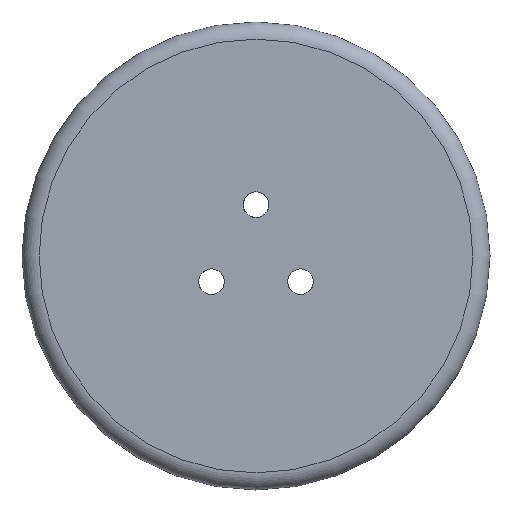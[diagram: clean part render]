
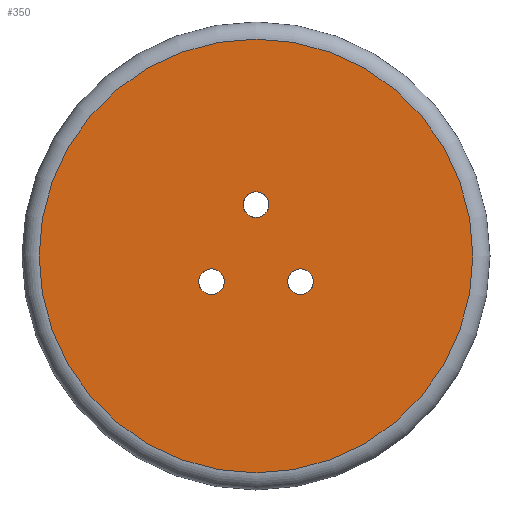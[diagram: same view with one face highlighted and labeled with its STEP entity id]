
A CAD part, front view. The second image highlights one B-rep face of the part: STEP entity #350.
In plain terms, the highlighted planar face has unit normal (0, -1, 0).
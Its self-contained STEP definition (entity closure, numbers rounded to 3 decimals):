
#15=PLANE('',#381);
#23=FACE_BOUND('',#73,.T.);
#24=FACE_BOUND('',#74,.T.);
#25=FACE_BOUND('',#75,.T.);
#51=FACE_OUTER_BOUND('',#72,.T.);
#72=EDGE_LOOP('',(#273));
#73=EDGE_LOOP('',(#274));
#74=EDGE_LOOP('',(#275));
#75=EDGE_LOOP('',(#276));
#93=CIRCLE('',#371,1.5);
#94=CIRCLE('',#373,1.5);
#95=CIRCLE('',#375,1.5);
#98=CIRCLE('',#379,25.35);
#161=VERTEX_POINT('',#780);
#164=VERTEX_POINT('',#834);
#165=VERTEX_POINT('',#838);
#170=VERTEX_POINT('',#895);
#199=EDGE_CURVE('',#161,#161,#93,.T.);
#203=EDGE_CURVE('',#164,#164,#94,.T.);
#205=EDGE_CURVE('',#165,#165,#95,.T.);
#211=EDGE_CURVE('',#170,#170,#98,.T.);
#273=ORIENTED_EDGE('',*,*,#211,.F.);
#274=ORIENTED_EDGE('',*,*,#199,.T.);
#275=ORIENTED_EDGE('',*,*,#203,.T.);
#276=ORIENTED_EDGE('',*,*,#205,.T.);
#350=ADVANCED_FACE('',(#51,#23,#24,#25),#15,.T.);
#371=AXIS2_PLACEMENT_3D('',#781,#423,#424);
#373=AXIS2_PLACEMENT_3D('',#835,#428,#429);
#375=AXIS2_PLACEMENT_3D('',#839,#433,#434);
#379=AXIS2_PLACEMENT_3D('',#897,#442,#443);
#381=AXIS2_PLACEMENT_3D('',#899,#446,#447);
#423=DIRECTION('center_axis',(0.,1.,0.));
#424=DIRECTION('ref_axis',(1.,0.,0.));
#428=DIRECTION('center_axis',(0.,1.,0.));
#429=DIRECTION('ref_axis',(1.,0.,0.));
#433=DIRECTION('center_axis',(0.,1.,0.));
#434=DIRECTION('ref_axis',(1.,0.,0.));
#442=DIRECTION('center_axis',(0.,1.,0.));
#443=DIRECTION('ref_axis',(-1.,0.,0.));
#446=DIRECTION('center_axis',(0.,-1.,0.));
#447=DIRECTION('ref_axis',(1.,0.,0.));
#780=CARTESIAN_POINT('',(-1.5,0.,6.));
#781=CARTESIAN_POINT('Origin',(0.,0.,6.));
#834=CARTESIAN_POINT('',(-6.696,0.,-3.));
#835=CARTESIAN_POINT('Origin',(-5.196,0.,-3.));
#838=CARTESIAN_POINT('',(3.696,0.,-3.));
#839=CARTESIAN_POINT('Origin',(5.196,0.,-3.));
#895=CARTESIAN_POINT('',(0.,0.,-25.35));
#897=CARTESIAN_POINT('Origin',(0.,0.,0.));
#899=CARTESIAN_POINT('Origin',(0.,0.,0.));
